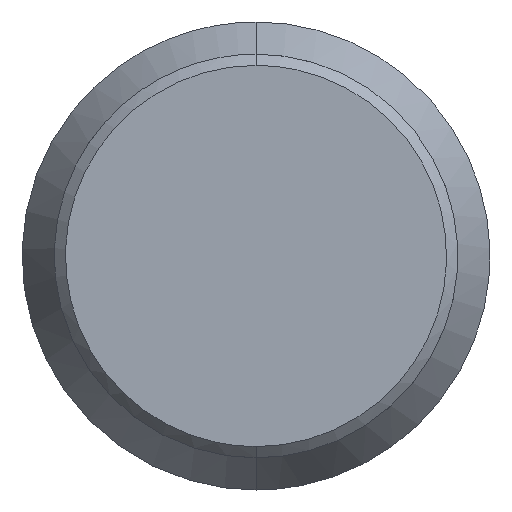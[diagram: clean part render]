
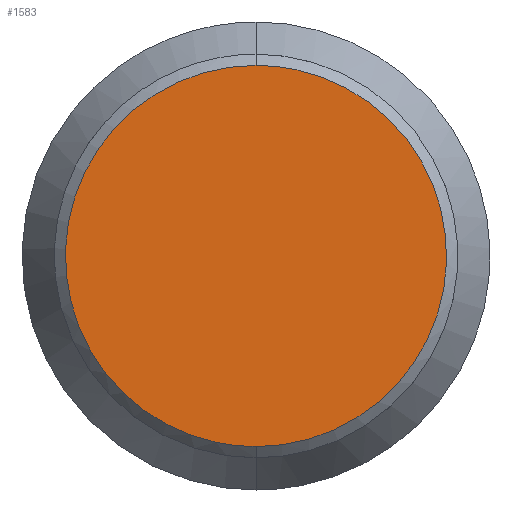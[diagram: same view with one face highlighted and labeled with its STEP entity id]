
A CAD part, front view. The second image highlights one B-rep face of the part: STEP entity #1583.
In plain terms, the highlighted free-form (B-spline) face has degree [1, 1] with [2, 2] control points.
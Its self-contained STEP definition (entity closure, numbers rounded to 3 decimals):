
#75 = CARTESIAN_POINT ( 'NONE',  ( 0., 0., 8.499 ) ) ;
#76 = CARTESIAN_POINT ( 'NONE',  ( -3.768, 0., 7.638 ) ) ;
#83 = CARTESIAN_POINT ( 'NONE',  ( -2.205, 0., 8.227 ) ) ;
#90 = CARTESIAN_POINT ( 'NONE',  ( 7.638, 0., 3.768 ) ) ;
#91 = CARTESIAN_POINT ( 'NONE',  ( -6.404, 0., 5.615 ) ) ;
#96 = CARTESIAN_POINT ( 'NONE',  ( 2.205, 0., 8.227 ) ) ;
#208 = CARTESIAN_POINT ( 'NONE',  ( 5.615, 0., -6.404 ) ) ;
#217 = CARTESIAN_POINT ( 'NONE',  ( 6.757, 0., -5.186 ) ) ;
#224 = CARTESIAN_POINT ( 'NONE',  ( -7.638, 0., 3.768 ) ) ;
#227 = CARTESIAN_POINT ( 'NONE',  ( -5.186, 0., 6.757 ) ) ;
#234 = CARTESIAN_POINT ( 'NONE',  ( 8.445, 0., 1.111 ) ) ;
#235 = CARTESIAN_POINT ( 'NONE',  ( -5.615, 0., -6.404 ) ) ;
#250 = CARTESIAN_POINT ( 'NONE',  ( 8.066, 0., -2.737 ) ) ;
#281 = CARTESIAN_POINT ( 'NONE',  ( 8.601, 0., 8.601 ) ) ;
#355 = CARTESIAN_POINT ( 'NONE',  ( 7.377, 0., -4.258 ) ) ;
#365 = CARTESIAN_POINT ( 'NONE',  ( -8.227, 0., 2.205 ) ) ;
#366 = VERTEX_POINT ( 'NONE', #1637 ) ;
#369 = CARTESIAN_POINT ( 'NONE',  ( -8.066, 0., -2.737 ) ) ;
#376 = CARTESIAN_POINT ( 'NONE',  ( 8.499, 0., -0.558 ) ) ;
#388 = CARTESIAN_POINT ( 'NONE',  ( 7.377, 0., 4.258 ) ) ;
#392 = CARTESIAN_POINT ( 'NONE',  ( 8.066, 0., 2.737 ) ) ;
#420 = CARTESIAN_POINT ( 'NONE',  ( 8.601, 0., -8.601 ) ) ;
#513 = CARTESIAN_POINT ( 'NONE',  ( -7.377, 0., -4.258 ) ) ;
#519 = CARTESIAN_POINT ( 'NONE',  ( 5.186, 0., 6.757 ) ) ;
#521 = CARTESIAN_POINT ( 'NONE',  ( -2.737, 0., -8.066 ) ) ;
#534 = CARTESIAN_POINT ( 'NONE',  ( 7.638, 0., -3.768 ) ) ;
#538 = CARTESIAN_POINT ( 'NONE',  ( 1.111, 0., 8.445 ) ) ;
#649 = CARTESIAN_POINT ( 'NONE',  ( -7.638, 0., -3.768 ) ) ;
#657 = CARTESIAN_POINT ( 'NONE',  ( -6.404, 0., -5.615 ) ) ;
#662 = CARTESIAN_POINT ( 'NONE',  ( -2.205, 0., -8.227 ) ) ;
#668 = CARTESIAN_POINT ( 'NONE',  ( 8.227, 0., 2.205 ) ) ;
#675 = CARTESIAN_POINT ( 'NONE',  ( -2.737, 0., 8.066 ) ) ;
#678 = CARTESIAN_POINT ( 'NONE',  ( 2.737, 0., 8.066 ) ) ;
#679 = CARTESIAN_POINT ( 'NONE',  ( 0., 0., -8.499 ) ) ;
#746 = B_SPLINE_CURVE_WITH_KNOTS ( 'NONE', 3,
 ( #941, #1524, #1804, #83, #675, #76, #1085, #227, #1222, #91, #956, #1078, #224, #1215, #365, #1514, #1373, #1093, #1366, #1501, #369, #649, #513, #1507, #657, #235, #1641, #1229, #1379, #521, #662, #1252, #1121, #679 ),
 .UNSPECIFIED., .F., .F.,
 ( 4, 2, 2, 2, 2, 2, 2, 2, 2, 2, 2, 2, 2, 2, 2, 2, 4 ),
 ( 0., 0.196, 0.393, 0.589, 0.785, 0.982, 1.178, 1.374, 1.571, 1.767, 1.963, 2.16, 2.356, 2.553, 2.749, 2.945, 3.142 ),
 .UNSPECIFIED. ) ;
#786 = CARTESIAN_POINT ( 'NONE',  ( 0., 0., -8.499 ) ) ;
#794 = CARTESIAN_POINT ( 'NONE',  ( 2.737, 0., -8.066 ) ) ;
#801 = CARTESIAN_POINT ( 'NONE',  ( 3.768, 0., 7.638 ) ) ;
#806 = CARTESIAN_POINT ( 'NONE',  ( 8.445, 0., -1.111 ) ) ;
#819 = CARTESIAN_POINT ( 'NONE',  ( 5.615, 0., 6.404 ) ) ;
#831 = FACE_OUTER_BOUND ( 'NONE', #1490, .T. ) ;
#921 = CARTESIAN_POINT ( 'NONE',  ( 6.404, 0., -5.615 ) ) ;
#940 = CARTESIAN_POINT ( 'NONE',  ( 0.558, 0., -8.499 ) ) ;
#941 = CARTESIAN_POINT ( 'NONE',  ( 0., 0., 8.499 ) ) ;
#951 = B_SPLINE_CURVE_WITH_KNOTS ( 'NONE', 3,
 ( #786, #940, #1207, #1084, #794, #1766, #1063, #1070, #208, #921, #217, #355, #534, #250, #1658, #806, #376, #1527, #234, #668, #392, #90, #388, #1378, #1645, #819, #519, #1398, #801, #678, #96, #538, #966, #955 ),
 .UNSPECIFIED., .F., .F.,
 ( 4, 2, 2, 2, 2, 2, 2, 2, 2, 2, 2, 2, 2, 2, 2, 2, 4 ),
 ( 0., 0.196, 0.393, 0.589, 0.785, 0.982, 1.178, 1.374, 1.571, 1.767, 1.963, 2.16, 2.356, 2.553, 2.749, 2.945, 3.142 ),
 .UNSPECIFIED. ) ;
#955 = CARTESIAN_POINT ( 'NONE',  ( 0., 0., 8.499 ) ) ;
#956 = CARTESIAN_POINT ( 'NONE',  ( -6.757, 0., 5.186 ) ) ;
#966 = CARTESIAN_POINT ( 'NONE',  ( 0.558, 0., 8.499 ) ) ;
#1052 = EDGE_CURVE ( 'NONE', #366, #1064, #951, .T. ) ;
#1063 = CARTESIAN_POINT ( 'NONE',  ( 4.258, 0., -7.377 ) ) ;
#1064 = VERTEX_POINT ( 'NONE', #75 ) ;
#1070 = CARTESIAN_POINT ( 'NONE',  ( 5.186, 0., -6.757 ) ) ;
#1078 = CARTESIAN_POINT ( 'NONE',  ( -7.377, 0., 4.258 ) ) ;
#1084 = CARTESIAN_POINT ( 'NONE',  ( 2.205, 0., -8.227 ) ) ;
#1085 = CARTESIAN_POINT ( 'NONE',  ( -4.258, 0., 7.377 ) ) ;
#1093 = CARTESIAN_POINT ( 'NONE',  ( -8.499, 0., -0.558 ) ) ;
#1121 = CARTESIAN_POINT ( 'NONE',  ( -0.558, 0., -8.499 ) ) ;
#1143 = CARTESIAN_POINT ( 'NONE',  ( -8.601, 0., 8.601 ) ) ;
#1191 = EDGE_CURVE ( 'NONE', #1064, #366, #746, .T. ) ;
#1207 = CARTESIAN_POINT ( 'NONE',  ( 1.111, 0., -8.445 ) ) ;
#1215 = CARTESIAN_POINT ( 'NONE',  ( -8.066, 0., 2.737 ) ) ;
#1221 = ORIENTED_EDGE ( 'NONE', *, *, #1052, .T. ) ;
#1222 = CARTESIAN_POINT ( 'NONE',  ( -5.615, 0., 6.404 ) ) ;
#1229 = CARTESIAN_POINT ( 'NONE',  ( -4.258, 0., -7.377 ) ) ;
#1252 = CARTESIAN_POINT ( 'NONE',  ( -1.111, 0., -8.445 ) ) ;
#1262 = B_SPLINE_SURFACE_WITH_KNOTS ( 'NONE', 1, 1, ( 
 ( #1143, #281 ),
 ( #1284, #420 ) ),
 .UNSPECIFIED., .F., .F., .F.,
 ( 2, 2 ),
 ( 2, 2 ),
 ( 0., 1. ),
 ( 0., 1. ),
 .UNSPECIFIED. ) ;
#1284 = CARTESIAN_POINT ( 'NONE',  ( -8.601, 0., -8.601 ) ) ;
#1366 = CARTESIAN_POINT ( 'NONE',  ( -8.445, 0., -1.111 ) ) ;
#1373 = CARTESIAN_POINT ( 'NONE',  ( -8.499, 0., 0.558 ) ) ;
#1378 = CARTESIAN_POINT ( 'NONE',  ( 6.757, 0., 5.186 ) ) ;
#1379 = CARTESIAN_POINT ( 'NONE',  ( -3.768, 0., -7.638 ) ) ;
#1398 = CARTESIAN_POINT ( 'NONE',  ( 4.258, 0., 7.377 ) ) ;
#1490 = EDGE_LOOP ( 'NONE', ( #1540, #1221 ) ) ;
#1501 = CARTESIAN_POINT ( 'NONE',  ( -8.227, 0., -2.205 ) ) ;
#1507 = CARTESIAN_POINT ( 'NONE',  ( -6.757, 0., -5.186 ) ) ;
#1514 = CARTESIAN_POINT ( 'NONE',  ( -8.445, 0., 1.111 ) ) ;
#1524 = CARTESIAN_POINT ( 'NONE',  ( -0.558, 0., 8.499 ) ) ;
#1527 = CARTESIAN_POINT ( 'NONE',  ( 8.499, 0., 0.558 ) ) ;
#1540 = ORIENTED_EDGE ( 'NONE', *, *, #1191, .T. ) ;
#1583 = ADVANCED_FACE ( 'NONE', ( #831 ), #1262, .T. ) ;
#1637 = CARTESIAN_POINT ( 'NONE',  ( 0., 0., -8.499 ) ) ;
#1641 = CARTESIAN_POINT ( 'NONE',  ( -5.186, 0., -6.757 ) ) ;
#1645 = CARTESIAN_POINT ( 'NONE',  ( 6.404, 0., 5.615 ) ) ;
#1658 = CARTESIAN_POINT ( 'NONE',  ( 8.227, 0., -2.205 ) ) ;
#1766 = CARTESIAN_POINT ( 'NONE',  ( 3.768, 0., -7.638 ) ) ;
#1804 = CARTESIAN_POINT ( 'NONE',  ( -1.111, 0., 8.445 ) ) ;
